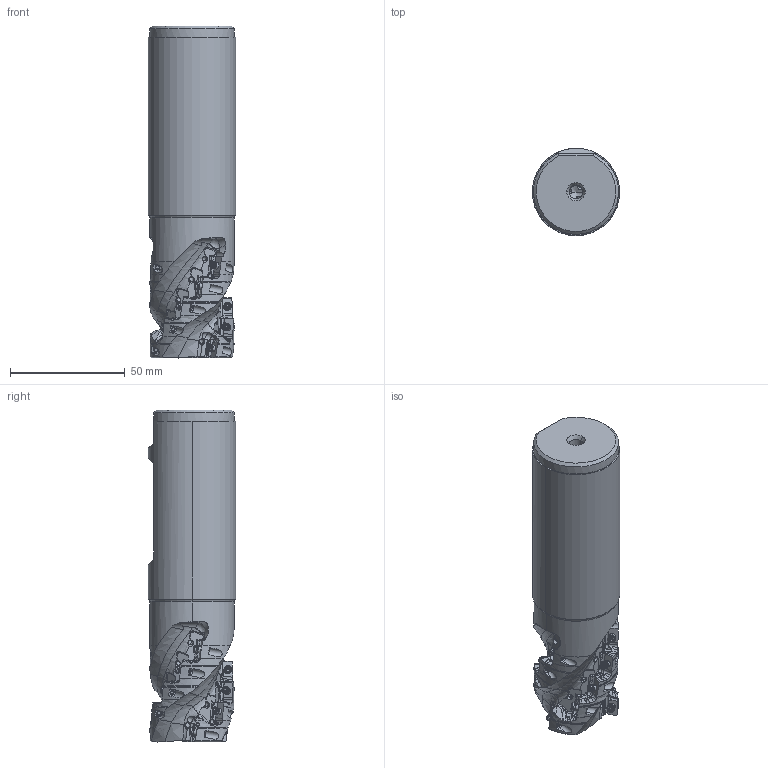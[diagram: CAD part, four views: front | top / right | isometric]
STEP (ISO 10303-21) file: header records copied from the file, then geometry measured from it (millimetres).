
FILE_DESCRIPTION(/* description */ (''),/* implementation_level */ '2;1');
FILE_NAME(/* name */ 'APX3KUR243FA24S18A15.stp',/* time_stamp */ '2021-09-08T11:44:42+09:00',/* author */ (''),/* organization */ (''),/* preprocessor_version */ 'ST-DEVELOPER v16',/* originating_system */ 'SIEMENS PLM Software NX 10.0',/* authorisation */ '');
FILE_SCHEMA (('AUTOMOTIVE_DESIGN { 1 0 10303 214 3 1 1 1 }'));
Products named in the file (1): APX3KUR243FA24S18A15_ASM_ASM
Bounding box: 38.1 x 38.1 x 144.95 mm (x, y, z)
Volume: 138119.4 mm3; surface area: 25218 mm2
Topology: 16 solids, 16 shells, 1535 faces, 4494 edges, 3007 vertices
Faces by surface type: cylinder 699, plane 384, cone 151, torus 136, sphere 102, bspline 63
Entity records: 72221 total; most frequent: CARTESIAN_POINT 32875, ORIENTED_EDGE 8842, DIRECTION 7403, EDGE_CURVE 4421, AXIS2_PLACEMENT_3D 3100, VERTEX_POINT 2940, B_SPLINE_CURVE_WITH_KNOTS 1659, EDGE_LOOP 1617
